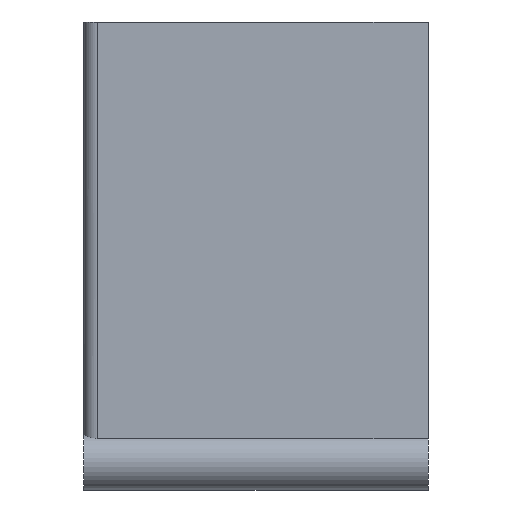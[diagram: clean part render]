
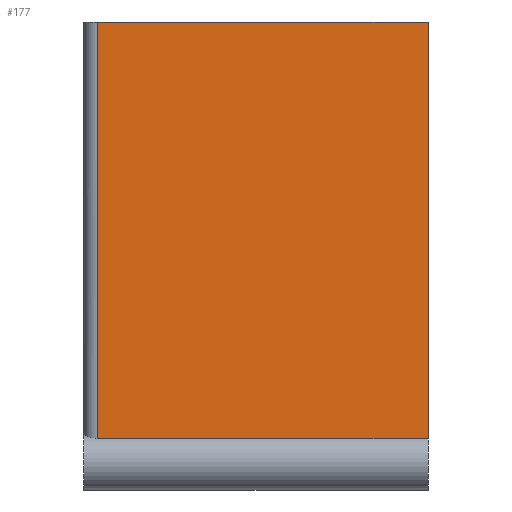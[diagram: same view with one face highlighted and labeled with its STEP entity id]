
A CAD part, left-side view. The second image highlights one B-rep face of the part: STEP entity #177.
In plain terms, the highlighted planar face has unit normal (-1, 0, 0).
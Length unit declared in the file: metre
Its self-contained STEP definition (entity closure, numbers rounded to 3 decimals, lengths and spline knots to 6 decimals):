
#2 = CARTESIAN_POINT ( 'NONE',  ( -0.5, -12., 10. ) ) ;
#5 = FACE_OUTER_BOUND ( 'NONE', #107, .T. ) ;
#9 = ORIENTED_EDGE ( 'NONE', *, *, #46, .F. ) ;
#20 = EDGE_CURVE ( 'NONE', #50, #61, #28, .T. ) ;
#28 = LINE ( 'NONE', #31, #366 ) ;
#30 = CARTESIAN_POINT ( 'NONE',  ( -0.5, 0., 10. ) ) ;
#31 = CARTESIAN_POINT ( 'NONE',  ( -0.5, 12., -6. ) ) ;
#34 = AXIS2_PLACEMENT_3D ( 'NONE', #328, #40, #272 ) ;
#40 = DIRECTION ( 'NONE',  ( -1., 0., 0. ) ) ;
#42 = LINE ( 'NONE', #2, #123 ) ;
#46 = EDGE_CURVE ( 'NONE', #395, #373, #201, .T. ) ;
#50 = VERTEX_POINT ( 'NONE', #102 ) ;
#61 = VERTEX_POINT ( 'NONE', #140 ) ;
#66 = EDGE_CURVE ( 'NONE', #50, #373, #276, .T. ) ;
#69 = DIRECTION ( 'NONE',  ( 0., -1., 0. ) ) ;
#102 = CARTESIAN_POINT ( 'NONE',  ( -0.5, 12., -5.133975 ) ) ;
#107 = EDGE_LOOP ( 'NONE', ( #9, #271, #221, #234 ) ) ;
#108 = PLANE ( 'NONE',  #34 ) ;
#123 = VECTOR ( 'NONE', #294, 1. ) ;
#140 = CARTESIAN_POINT ( 'NONE',  ( -0.5, 12., 10. ) ) ;
#177 = ADVANCED_FACE ( 'NONE', ( #5 ), #108, .T. ) ;
#193 = VECTOR ( 'NONE', #69, 1. ) ;
#201 = LINE ( 'NONE', #268, #290 ) ;
#221 = ORIENTED_EDGE ( 'NONE', *, *, #20, .F. ) ;
#234 = ORIENTED_EDGE ( 'NONE', *, *, #66, .T. ) ;
#268 = CARTESIAN_POINT ( 'NONE',  ( -0.5, 0., -6. ) ) ;
#271 = ORIENTED_EDGE ( 'NONE', *, *, #399, .F. ) ;
#272 = DIRECTION ( 'NONE',  ( 0., 0., 1. ) ) ;
#276 = LINE ( 'NONE', #390, #193 ) ;
#290 = VECTOR ( 'NONE', #388, 1. ) ;
#291 = CARTESIAN_POINT ( 'NONE',  ( -0.5, 0., -5.133975 ) ) ;
#294 = DIRECTION ( 'NONE',  ( 0., -1., 0. ) ) ;
#325 = DIRECTION ( 'NONE',  ( 0., 0., 1. ) ) ;
#328 = CARTESIAN_POINT ( 'NONE',  ( -0.5, -12., -6. ) ) ;
#366 = VECTOR ( 'NONE', #325, 1. ) ;
#373 = VERTEX_POINT ( 'NONE', #291 ) ;
#388 = DIRECTION ( 'NONE',  ( 0., 0., -1. ) ) ;
#390 = CARTESIAN_POINT ( 'NONE',  ( -0.5, -12.5, -5.133975 ) ) ;
#395 = VERTEX_POINT ( 'NONE', #30 ) ;
#399 = EDGE_CURVE ( 'NONE', #61, #395, #42, .T. ) ;
